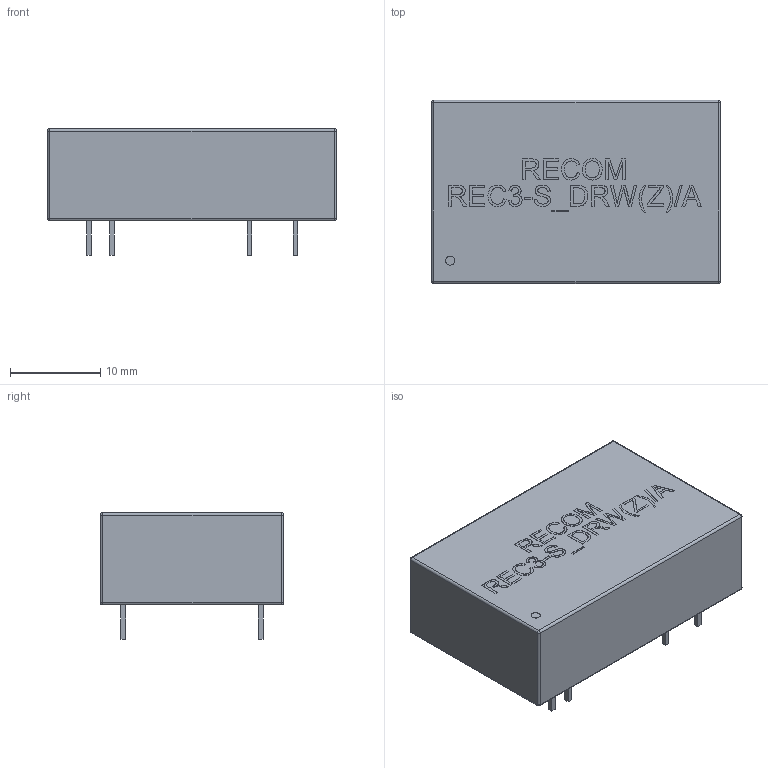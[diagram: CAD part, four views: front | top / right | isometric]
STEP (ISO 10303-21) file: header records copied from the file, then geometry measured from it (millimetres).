
FILE_DESCRIPTION( ( 'Unknown' ), '1' );
FILE_NAME( 'REC3-S_DER(Z)_A.stp', 'Unknown', ( 'Unknown' ), ( 'Unknown' ), 'XStep 1.0', 'Unknown', ' ' );
FILE_SCHEMA( ( 'automotive_design' ) );
Length unit declared in the file: millimetre
Products named in the file (1): 1
Bounding box: 32 x 20.3 x 14.01 mm (x, y, z)
Volume: 6630.5 mm3; surface area: 2406.7 mm2
Topology: 1 solids, 1 shells, 237 faces, 584 edges, 376 vertices
Faces by surface type: plane 174, extrusion 42, cylinder 13, sphere 8
Full cylindrical faces by diameter (mm): 1 x1
Entity records: 10573 total; most frequent: CARTESIAN_POINT 3651, ORIENTED_EDGE 1146, DIRECTION 747, EDGE_CURVE 573, VERTEX_POINT 376, B_SPLINE_CURVE_WITH_KNOTS 328, VECTOR 303, EDGE_LOOP 275
